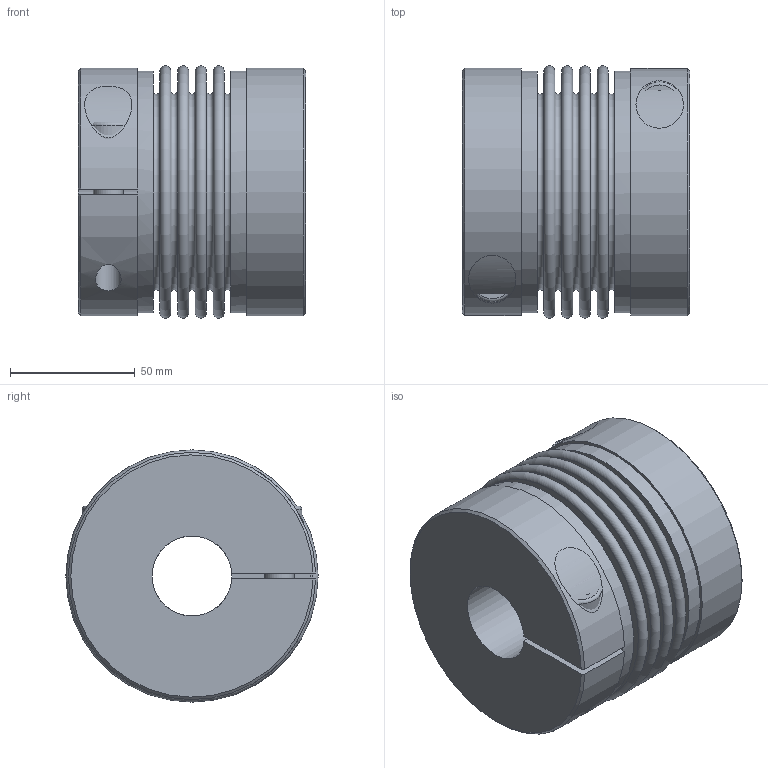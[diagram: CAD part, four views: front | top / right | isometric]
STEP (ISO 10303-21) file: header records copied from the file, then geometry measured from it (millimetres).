
FILE_DESCRIPTION( ( 'Unknown' ), '1' );
FILE_NAME( 'KP 400.stp', 'Unknown', ( 'Unknown' ), ( 'Unknown' ), 'PSStep 10.1', 'Unknown', ' ' );
FILE_SCHEMA( ( 'AUTOMOTIVE_DESIGN { 1 0 10303 214 1 1 1 1 }' ) );
Length unit declared in the file: millimetre
Products named in the file (1): KP 400
Bounding box: 91 x 101 x 101 mm (x, y, z)
Volume: 415557.8 mm3; surface area: 125714.9 mm2
Topology: 1 solids, 3 shells, 118 faces, 241 edges, 155 vertices
Faces by surface type: plane 68, cylinder 26, torus 20, cone 4
Full cylindrical faces by diameter (mm): 10.2 x2, 12 x2, 12.5 x2, 13 x2, 18 x2, 19 x2, 96.8 x2
Entity records: 5279 total; most frequent: CARTESIAN_POINT 1992, DIRECTION 516, ORIENTED_EDGE 384, AXIS2_PLACEMENT_3D 213, EDGE_CURVE 192, EDGE_LOOP 186, FACE_OUTER_BOUND 150, VERTEX_POINT 144
